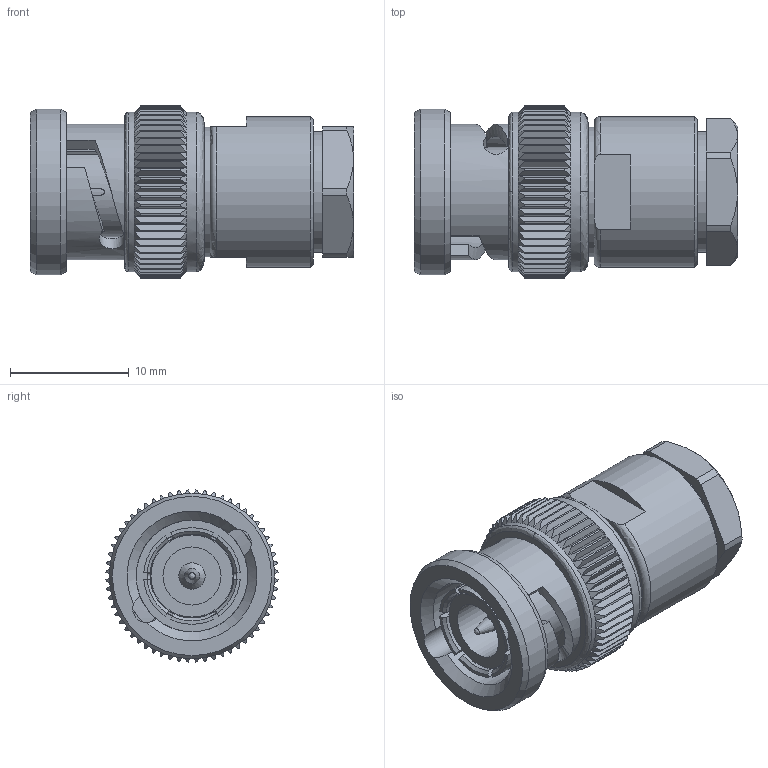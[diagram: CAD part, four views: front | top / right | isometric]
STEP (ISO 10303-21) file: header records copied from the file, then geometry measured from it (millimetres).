
FILE_DESCRIPTION (( 'STEP AP203' ), '1' );
FILE_NAME ('PE4084.step', '2020-04-21T22:21:04', ( '' ), ( '' ), 'SwSTEP 2.0', 'SolidWorks 2018', '' );
FILE_SCHEMA (( 'CONFIG_CONTROL_DESIGN' ));
Length unit declared in the file: inch
Products named in the file (1): PE4084
Bounding box: 27.18 x 14.46 x 14.46 mm (x, y, z)
Volume: 2825.9 mm3; surface area: 2825.4 mm2
Topology: 1 solids, 3 shells, 441 faces, 1012 edges, 589 vertices
Faces by surface type: plane 175, cone 146, cylinder 105, bspline 13, torus 2
Full cylindrical faces by diameter (mm): 0.711 x1, 1.016 x1, 1.092 x1, 1.27 x2, 1.627 x1, 2.054 x1, 2.184 x1, 2.212 x1, 2.9 x1, 3.81 x1, 4.877 x1, 6.904 x1, 7.057 x1, 7.501 x1, 9.395 x1, 9.991 x1, 10.16 x1, 10.922 x1, 11.395 x1, 11.515 x1, 12.7 x1, 13.38 x2, 13.922 x1
Entity records: 13995 total; most frequent: CARTESIAN_POINT 4689, ORIENTED_EDGE 1932, DIRECTION 1852, EDGE_CURVE 966, AXIS2_PLACEMENT_3D 781, VERTEX_POINT 576, EDGE_LOOP 494, FACE_OUTER_BOUND 466
